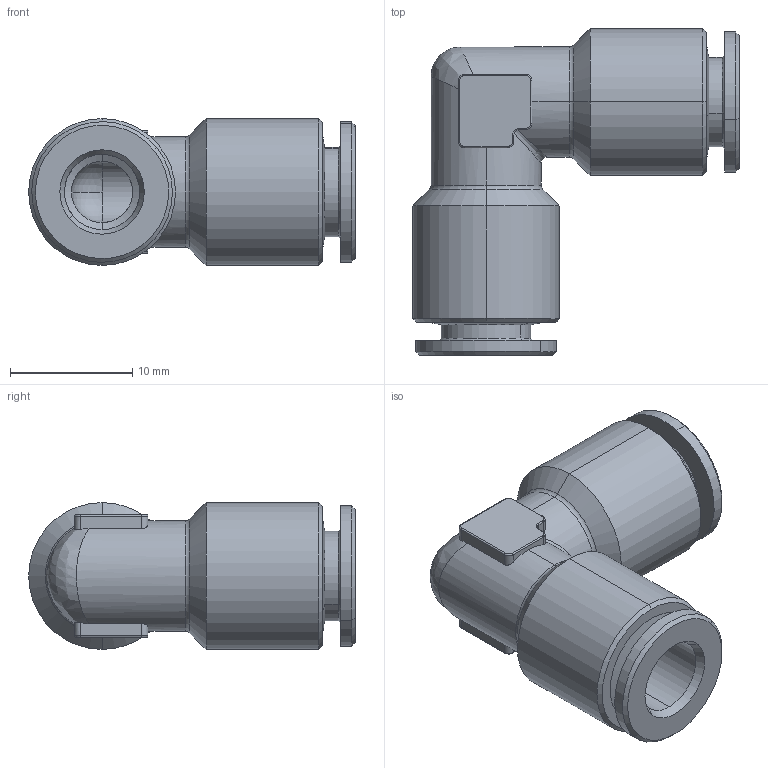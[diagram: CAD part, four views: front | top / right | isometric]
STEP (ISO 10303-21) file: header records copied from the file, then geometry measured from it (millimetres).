
FILE_DESCRIPTION(( 'MA.28.06.06.STEP' ), '1');
FILE_NAME( 'MA.28.06.06.STEP', '2018-10-01T13:53:33',( 'Sopra'),('sopra-pneumatic.com'), 'SwSTEP 2.0','SolidWorks 2009','' );
FILE_SCHEMA (( 'CONFIG_CONTROL_DESIGN' ));
Length unit declared in the file: millimetre
Products named in the file (1): A0180030
Bounding box: 26.7 x 26.7 x 12 mm (x, y, z)
Volume: 2577.1 mm3; surface area: 2574.2 mm2
Topology: 1 solids, 1 shells, 116 faces, 268 edges, 156 vertices
Faces by surface type: cylinder 48, cone 28, plane 20, torus 16, sphere 2, bspline 2
Entity records: 3514 total; most frequent: CARTESIAN_POINT 784, DIRECTION 604, ORIENTED_EDGE 532, EDGE_CURVE 266, AXIS2_PLACEMENT_3D 248, VERTEX_POINT 156, CIRCLE 133, EDGE_LOOP 122
